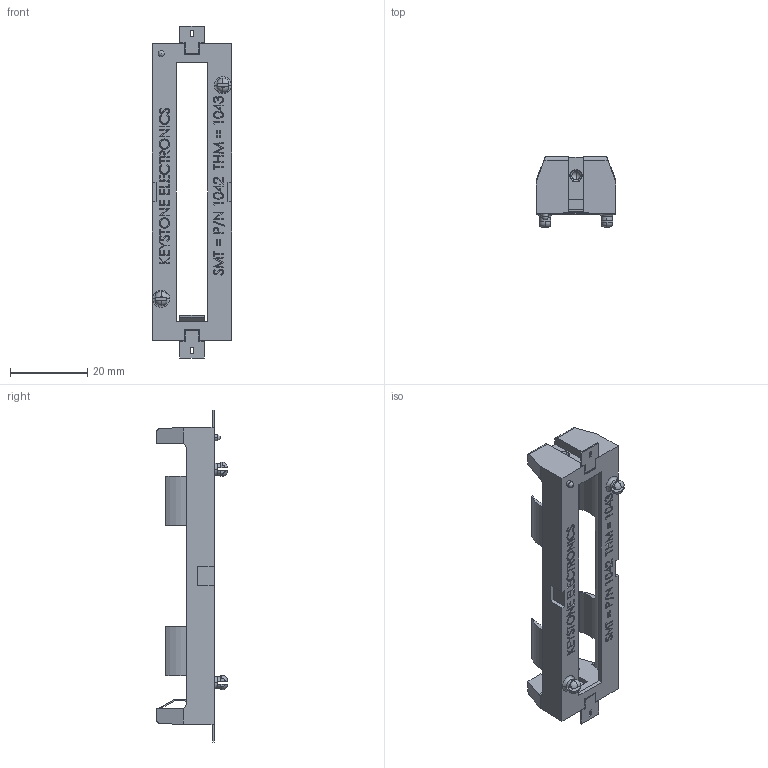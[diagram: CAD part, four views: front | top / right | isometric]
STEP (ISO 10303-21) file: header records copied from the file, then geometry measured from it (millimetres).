
FILE_DESCRIPTION (( 'STEP AP214' ), '1' );
FILE_NAME ('1042P.STEP', '2013-07-15T18:40:32', ( '' ), ( '' ), 'SwSTEP 2.0', 'SolidWorks 2013', '' );
FILE_SCHEMA (( 'AUTOMOTIVE_DESIGN' ));
Length unit declared in the file: inch
Products named in the file (1): 1042P
Bounding box: 20.65 x 18.29 x 86 mm (x, y, z)
Volume: 5565.5 mm3; surface area: 6240.9 mm2
Topology: 1 solids, 1 shells, 681 faces, 1859 edges, 1233 vertices
Faces by surface type: plane 492, bspline 128, cylinder 38, torus 18, sphere 5
Entity records: 29627 total; most frequent: CARTESIAN_POINT 12303, ORIENTED_EDGE 3714, DIRECTION 2823, EDGE_CURVE 1857, VECTOR 1431, LINE 1431, VERTEX_POINT 1232, EDGE_LOOP 741
